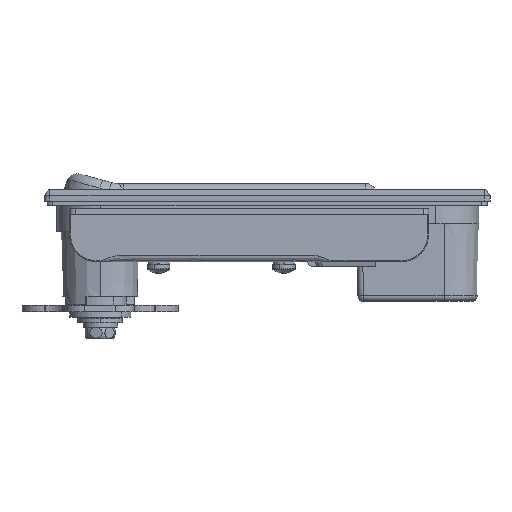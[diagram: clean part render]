
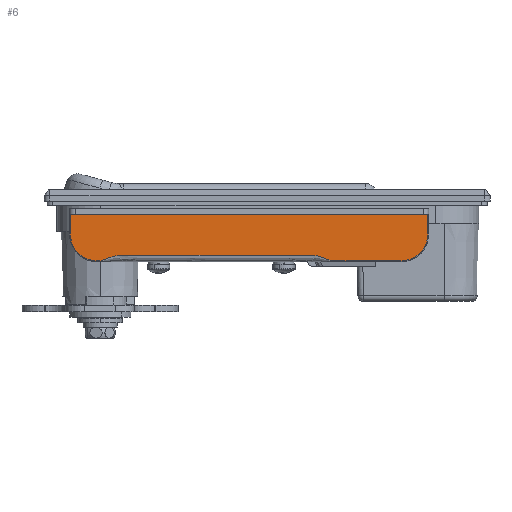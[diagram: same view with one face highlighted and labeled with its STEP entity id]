
A CAD part, left-side view. The second image highlights one B-rep face of the part: STEP entity #6.
In plain terms, the highlighted planar face has unit normal (-1, 0, 0).
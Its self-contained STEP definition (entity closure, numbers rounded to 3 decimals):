
#3 = ORIENTED_EDGE ( 'NONE', *, *, #4, .T. ) ;
#4 = EDGE_CURVE ( 'NONE', #5, #7, #12993, .T. ) ;
#5 = VERTEX_POINT ( 'NONE', #12988 ) ;
#6 = ADVANCED_FACE ( 'NONE', ( #12987 ), #12986, .F. ) ;
#7 = VERTEX_POINT ( 'NONE', #13046 ) ;
#8 = ORIENTED_EDGE ( 'NONE', *, *, #26126, .T. ) ;
#10 = EDGE_LOOP ( 'NONE', ( #3, #8, #26125, #33, #37, #22 ) ) ;
#21 = EDGE_CURVE ( 'NONE', #24, #5, #13027, .T. ) ;
#22 = ORIENTED_EDGE ( 'NONE', *, *, #21, .T. ) ;
#24 = VERTEX_POINT ( 'NONE', #13025 ) ;
#25 = EDGE_CURVE ( 'NONE', #26, #24, #13076, .T. ) ;
#26 = VERTEX_POINT ( 'NONE', #13071 ) ;
#27 = EDGE_CURVE ( 'NONE', #31, #26, #13070, .T. ) ;
#28 = EDGE_CURVE ( 'NONE', #26123, #31, #13066, .T. ) ;
#31 = VERTEX_POINT ( 'NONE', #13056 ) ;
#33 = ORIENTED_EDGE ( 'NONE', *, *, #27, .T. ) ;
#37 = ORIENTED_EDGE ( 'NONE', *, *, #25, .T. ) ;
#12983 = DIRECTION ( 'NONE',  ( 1., 0., 0. ) ) ;
#12984 = CARTESIAN_POINT ( 'NONE',  ( -18.3, 1., -9.3 ) ) ;
#12985 = AXIS2_PLACEMENT_3D ( 'NONE', #12984, #12983, #13047 ) ;
#12986 = PLANE ( 'NONE',  #12985 ) ;
#12987 = FACE_OUTER_BOUND ( 'NONE', #10, .T. ) ;
#12988 = CARTESIAN_POINT ( 'NONE',  ( -18.3, -108., -19. ) ) ;
#12989 = DIRECTION ( 'NONE',  ( 0., 0., -1. ) ) ;
#12990 = DIRECTION ( 'NONE',  ( -1., 0., 0. ) ) ;
#12991 = CARTESIAN_POINT ( 'NONE',  ( -18.3, -108., -9.3 ) ) ;
#12992 = AXIS2_PLACEMENT_3D ( 'NONE', #12991, #12990, #12989 ) ;
#12993 = CIRCLE ( 'NONE', #12992, 9.7 ) ;
#13017 = CARTESIAN_POINT ( 'NONE',  ( -18.3, -53.285, -17. ) ) ;
#13018 = CARTESIAN_POINT ( 'NONE',  ( -18.3, -29.983, -17. ) ) ;
#13019 = CARTESIAN_POINT ( 'NONE',  ( -18.3, -6.681, -17. ) ) ;
#13020 = CARTESIAN_POINT ( 'NONE',  ( -18.3, -4.121, -17. ) ) ;
#13021 = CARTESIAN_POINT ( 'NONE',  ( -18.3, -1.56, -19. ) ) ;
#13022 = CARTESIAN_POINT ( 'NONE',  ( -18.3, 1., -19. ) ) ;
#13025 = CARTESIAN_POINT ( 'NONE',  ( -18.3, 1., -19. ) ) ;
#13027 = B_SPLINE_CURVE_WITH_KNOTS ( 'NONE', 3,
 ( #13022, #13021, #13020, #13019, #13018, #13017, #13086, #13085, #13084, #13083, #13082, #13081, #13080 ),
 .UNSPECIFIED., .F., .F.,
 ( 4, 3, 3, 3, 4 ),
 ( 0., 0.07, 0.712, 0.785, 1. ),
 .UNSPECIFIED. ) ;
#13046 = CARTESIAN_POINT ( 'NONE',  ( -18.3, -117.7, -9.3 ) ) ;
#13047 = DIRECTION ( 'NONE',  ( 0., 0., -1. ) ) ;
#13056 = CARTESIAN_POINT ( 'NONE',  ( -18.3, 10.7, -2.3 ) ) ;
#13063 = DIRECTION ( 'NONE',  ( 0., 1., 0. ) ) ;
#13064 = VECTOR ( 'NONE', #13063, 1000. ) ;
#13065 = CARTESIAN_POINT ( 'NONE',  ( -18.3, 1., -2.3 ) ) ;
#13066 = LINE ( 'NONE', #13065, #13064 ) ;
#13067 = DIRECTION ( 'NONE',  ( 0., 0., -1. ) ) ;
#13068 = VECTOR ( 'NONE', #13067, 1000. ) ;
#13069 = CARTESIAN_POINT ( 'NONE',  ( -18.3, 10.7, -9.3 ) ) ;
#13070 = LINE ( 'NONE', #13069, #13068 ) ;
#13071 = CARTESIAN_POINT ( 'NONE',  ( -18.3, 10.7, -9.3 ) ) ;
#13072 = DIRECTION ( 'NONE',  ( 0., 0., -1. ) ) ;
#13073 = DIRECTION ( 'NONE',  ( -1., 0., 0. ) ) ;
#13074 = CARTESIAN_POINT ( 'NONE',  ( -18.3, 1., -9.3 ) ) ;
#13075 = AXIS2_PLACEMENT_3D ( 'NONE', #13074, #13073, #13072 ) ;
#13076 = CIRCLE ( 'NONE', #13075, 9.7 ) ;
#13080 = CARTESIAN_POINT ( 'NONE',  ( -18.3, -108., -19. ) ) ;
#13081 = CARTESIAN_POINT ( 'NONE',  ( -18.3, -100.182, -19. ) ) ;
#13082 = CARTESIAN_POINT ( 'NONE',  ( -18.3, -92.364, -19. ) ) ;
#13083 = CARTESIAN_POINT ( 'NONE',  ( -18.3, -84.546, -19. ) ) ;
#13084 = CARTESIAN_POINT ( 'NONE',  ( -18.3, -81.893, -19. ) ) ;
#13085 = CARTESIAN_POINT ( 'NONE',  ( -18.3, -79.241, -17. ) ) ;
#13086 = CARTESIAN_POINT ( 'NONE',  ( -18.3, -76.588, -17. ) ) ;
#22138 = DIRECTION ( 'NONE',  ( 0., 0., 1. ) ) ;
#22139 = VECTOR ( 'NONE', #22138, 1000. ) ;
#22140 = CARTESIAN_POINT ( 'NONE',  ( -18.3, -117.7, -9.3 ) ) ;
#22141 = LINE ( 'NONE', #22140, #22139 ) ;
#22142 = CARTESIAN_POINT ( 'NONE',  ( -18.3, -117.7, -2.3 ) ) ;
#26123 = VERTEX_POINT ( 'NONE', #22142 ) ;
#26125 = ORIENTED_EDGE ( 'NONE', *, *, #28, .T. ) ;
#26126 = EDGE_CURVE ( 'NONE', #7, #26123, #22141, .T. ) ;
